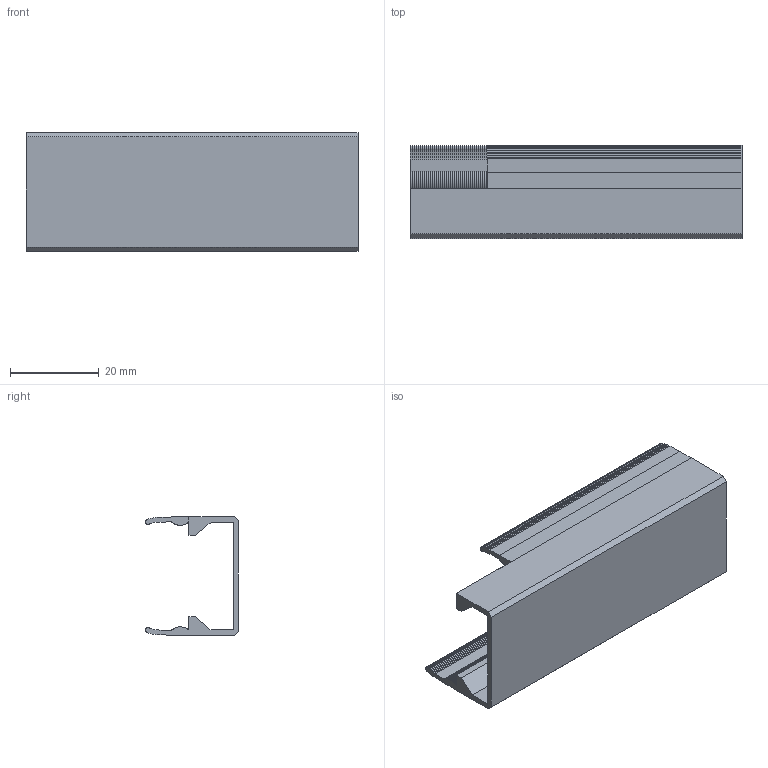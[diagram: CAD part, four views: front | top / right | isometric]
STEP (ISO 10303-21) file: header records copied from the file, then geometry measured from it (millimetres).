
FILE_DESCRIPTION(('FreeCAD Model'),'2;1');
FILE_NAME('Open CASCADE Shape Model','1974-01-01T00:00:00',(''),(''), 'Open CASCADE STEP processor 7.7','FreeCAD','Unknown');
FILE_SCHEMA(('AUTOMOTIVE_DESIGN { 1 0 10303 214 1 1 1 1 }'));
Length unit declared in the file: millimetre
Products named in the file (1): k1_cable_cover_right_step
Bounding box: 75 x 21.01 x 26.88 mm (x, y, z)
Volume: 7425.3 mm3; surface area: 10534.5 mm2
Topology: 1 solids, 1 shells, 275 faces, 804 edges, 531 vertices
Faces by surface type: plane 275
Entity records: 8908 total; most frequent: CARTESIAN_POINT 1611, ORIENTED_EDGE 1608, DIRECTION 1356, EDGE_CURVE 804, LINE 804, VECTOR 804, VERTEX_POINT 531, AXIS2_PLACEMENT_3D 276
